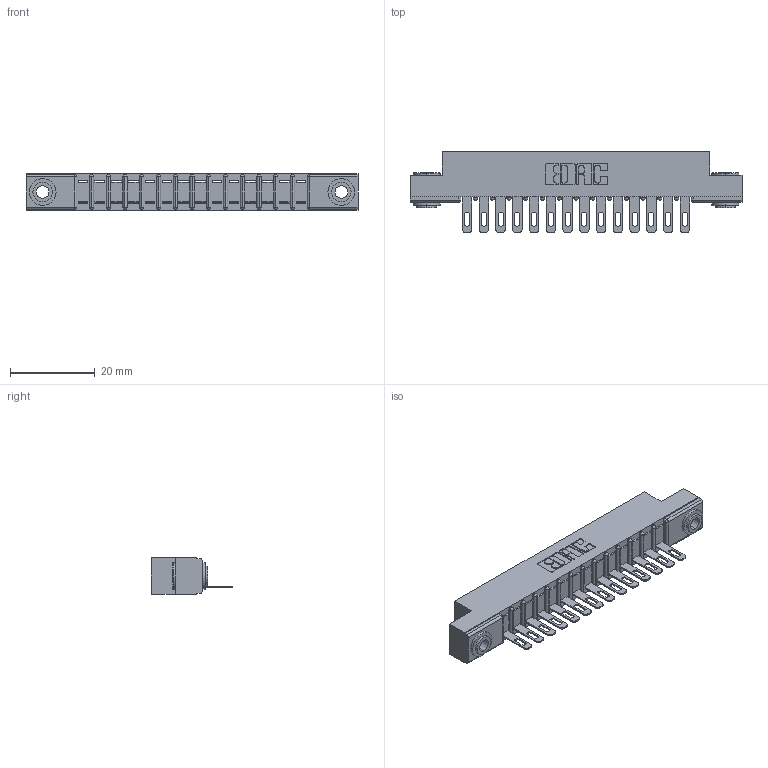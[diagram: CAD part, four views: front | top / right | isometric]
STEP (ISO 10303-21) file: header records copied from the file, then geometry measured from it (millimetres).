
FILE_DESCRIPTION (( 'STEP AP203' ), '1' );
FILE_NAME ('357-014-405-103.STEP', '2020-09-30T14:54:53', ( '' ), ( '' ), 'SwSTEP 2.0', 'SolidWorks 2020', '' );
FILE_SCHEMA (( 'CONFIG_CONTROL_DESIGN' ));
Length unit declared in the file: inch
Products named in the file (4): 345-250-002_345-250-002-102; 307-290-001_505; 307 Part_.156 Dia Mounting Holes; 357-014-405-103
Assembly tree (17 placements, depth 2):
  357-014-405-103
    307 Part_.156 Dia Mounting Holes
    307-290-001_505  x14
    345-250-002_345-250-002-102  x2
Bounding box: 78.49 x 19.18 x 8.71 mm (x, y, z)
Volume: 4995.5 mm3; surface area: 7809.7 mm2
Topology: 17 solids, 17 shells, 969 faces, 2703 edges, 1738 vertices
Faces by surface type: plane 598, cylinder 333, sphere 30, cone 8
Entity records: 16493 total; most frequent: CARTESIAN_POINT 2745, ORIENTED_EDGE 2722, DIRECTION 2703, EDGE_CURVE 1361, VECTOR 1023, LINE 1023, VERTEX_POINT 882, AXIS2_PLACEMENT_3D 840
